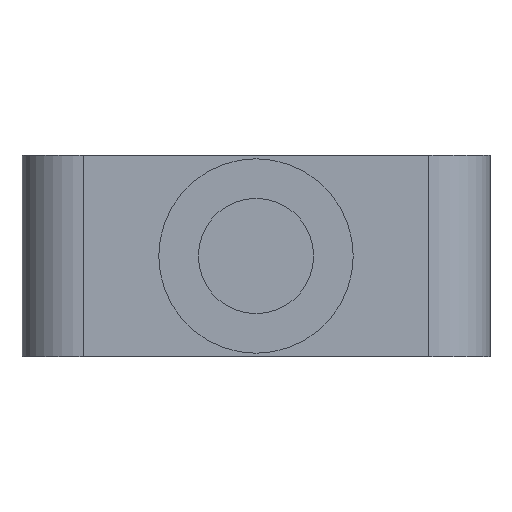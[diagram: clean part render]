
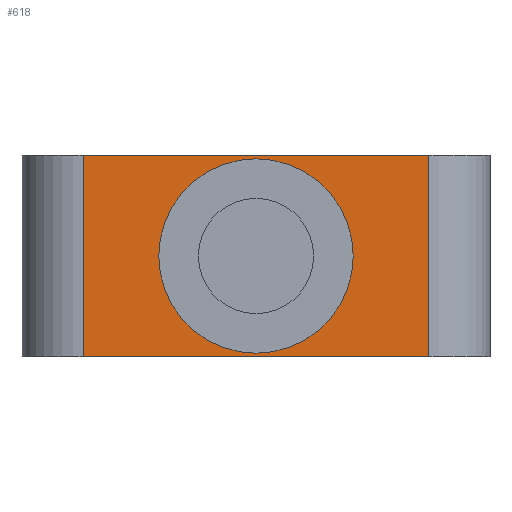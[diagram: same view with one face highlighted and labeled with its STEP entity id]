
A CAD part, left-side view. The second image highlights one B-rep face of the part: STEP entity #618.
In plain terms, the highlighted planar face has unit normal (-1, 0, 0).
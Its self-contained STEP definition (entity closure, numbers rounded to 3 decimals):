
#74 = ORIENTED_EDGE ( 'NONE', *, *, #559, .T. ) ;
#75 = ORIENTED_EDGE ( 'NONE', *, *, #477, .T. ) ;
#79 = ORIENTED_EDGE ( 'NONE', *, *, #596, .F. ) ;
#80 = ORIENTED_EDGE ( 'NONE', *, *, #590, .T. ) ;
#81 = ORIENTED_EDGE ( 'NONE', *, *, #490, .F. ) ;
#82 = ORIENTED_EDGE ( 'NONE', *, *, #502, .F. ) ;
#170 = EDGE_LOOP ( 'NONE', ( #81, #82 ) ) ;
#178 = EDGE_LOOP ( 'NONE', ( #74, #75, #79, #80 ) ) ;
#242 = VECTOR ( 'NONE', #999, 1000. ) ;
#247 = LINE ( 'NONE', #957, #242 ) ;
#261 = CIRCLE ( 'NONE', #571, 13.5 ) ;
#274 = CIRCLE ( 'NONE', #525, 13.5 ) ;
#303 = LINE ( 'NONE', #865, #304 ) ;
#304 = VECTOR ( 'NONE', #863, 1000. ) ;
#306 = LINE ( 'NONE', #853, #313 ) ;
#313 = VECTOR ( 'NONE', #852, 1000. ) ;
#317 = LINE ( 'NONE', #855, #318 ) ;
#318 = VECTOR ( 'NONE', #854, 1000. ) ;
#330 = FACE_OUTER_BOUND ( 'NONE', #178, .T. ) ;
#333 = FACE_BOUND ( 'NONE', #170, .T. ) ;
#477 = EDGE_CURVE ( 'NONE', #1047, #1093, #247, .T. ) ;
#490 = EDGE_CURVE ( 'NONE', #1046, #1057, #261, .T. ) ;
#502 = EDGE_CURVE ( 'NONE', #1057, #1046, #274, .T. ) ;
#525 = AXIS2_PLACEMENT_3D ( 'NONE', #1019, #861, #877 ) ;
#559 = EDGE_CURVE ( 'NONE', #1094, #1047, #303, .T. ) ;
#567 = AXIS2_PLACEMENT_3D ( 'NONE', #833, #819, #804 ) ;
#571 = AXIS2_PLACEMENT_3D ( 'NONE', #1013, #1027, #1025 ) ;
#590 = EDGE_CURVE ( 'NONE', #1101, #1094, #306, .T. ) ;
#596 = EDGE_CURVE ( 'NONE', #1101, #1093, #317, .T. ) ;
#618 = ADVANCED_FACE ( 'NONE', ( #330, #333 ), #832, .F. ) ;
#668 = CARTESIAN_POINT ( 'NONE',  ( -32.5, -24., 0. ) ) ;
#669 = CARTESIAN_POINT ( 'NONE',  ( -32.5, 0., 0.5 ) ) ;
#671 = CARTESIAN_POINT ( 'NONE',  ( -32.5, 0., 27.5 ) ) ;
#767 = CARTESIAN_POINT ( 'NONE',  ( -32.5, 24., 28. ) ) ;
#776 = CARTESIAN_POINT ( 'NONE',  ( -32.5, 24., 0. ) ) ;
#804 = DIRECTION ( 'NONE',  ( 0., 1., 0. ) ) ;
#819 = DIRECTION ( 'NONE',  ( 1., 0., 0. ) ) ;
#821 = CARTESIAN_POINT ( 'NONE',  ( -32.5, -24., 28. ) ) ;
#832 = PLANE ( 'NONE',  #567 ) ;
#833 = CARTESIAN_POINT ( 'NONE',  ( -32.5, 32.5, 28. ) ) ;
#852 = DIRECTION ( 'NONE',  ( 0., 0., -1. ) ) ;
#853 = CARTESIAN_POINT ( 'NONE',  ( -32.5, 24., 28. ) ) ;
#854 = DIRECTION ( 'NONE',  ( 0., -1., 0. ) ) ;
#855 = CARTESIAN_POINT ( 'NONE',  ( -32.5, 32.5, 28. ) ) ;
#861 = DIRECTION ( 'NONE',  ( -1., 0., 0. ) ) ;
#863 = DIRECTION ( 'NONE',  ( 0., -1., 0. ) ) ;
#865 = CARTESIAN_POINT ( 'NONE',  ( -32.5, 32.5, 0. ) ) ;
#877 = DIRECTION ( 'NONE',  ( 0., 1., 0. ) ) ;
#957 = CARTESIAN_POINT ( 'NONE',  ( -32.5, -24., 28. ) ) ;
#999 = DIRECTION ( 'NONE',  ( 0., 0., 1. ) ) ;
#1013 = CARTESIAN_POINT ( 'NONE',  ( -32.5, 0., 14. ) ) ;
#1019 = CARTESIAN_POINT ( 'NONE',  ( -32.5, 0., 14. ) ) ;
#1025 = DIRECTION ( 'NONE',  ( 0., 1., 0. ) ) ;
#1027 = DIRECTION ( 'NONE',  ( -1., 0., 0. ) ) ;
#1046 = VERTEX_POINT ( 'NONE', #669 ) ;
#1047 = VERTEX_POINT ( 'NONE', #668 ) ;
#1057 = VERTEX_POINT ( 'NONE', #671 ) ;
#1093 = VERTEX_POINT ( 'NONE', #821 ) ;
#1094 = VERTEX_POINT ( 'NONE', #776 ) ;
#1101 = VERTEX_POINT ( 'NONE', #767 ) ;
